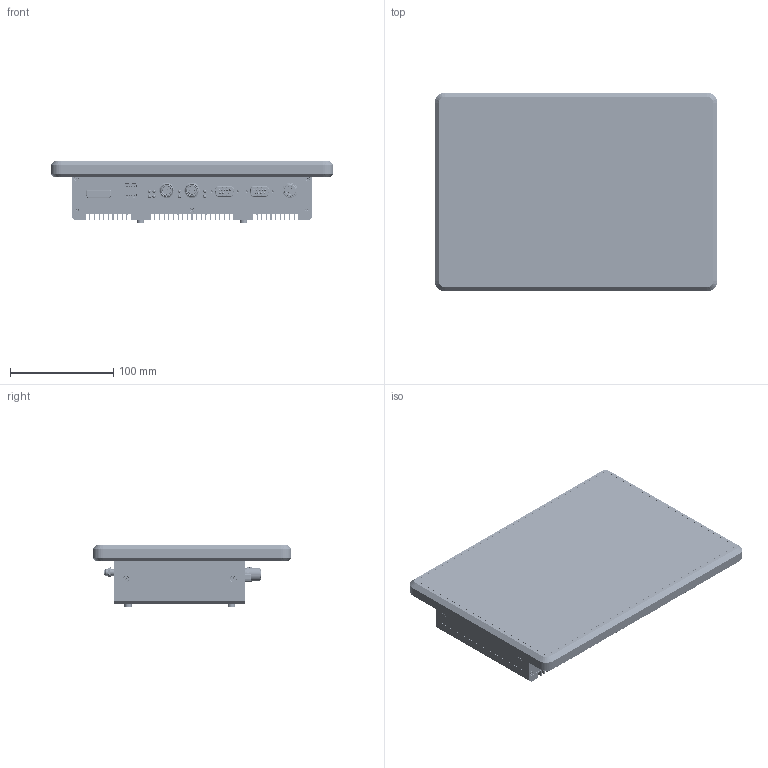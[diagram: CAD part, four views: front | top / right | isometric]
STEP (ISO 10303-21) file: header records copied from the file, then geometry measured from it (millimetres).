
FILE_DESCRIPTION(/* description */ (''),/* implementation_level */ '2;1');
FILE_NAME(/* name */ 'TFT-HV101PR8.stp',/* time_stamp */ '2019-03-27T16:39:18+01:00',/* author */ ('AM'),/* organization */ (''),/* preprocessor_version */ 'ST-DEVELOPER v17.2',/* originating_system */ 'Autodesk Inventor 2019',/* authorisation */ '');
FILE_SCHEMA (('AUTOMOTIVE_DESIGN { 1 0 10303 214 3 1 1 }'));
Products named in the file (1): HV101PR8_Shrinkwrap_1
Bounding box: 273.66 x 192.3 x 61 mm (x, y, z)
Volume: 715432.4 mm3; surface area: 458522.3 mm2
Topology: 12 solids, 12 shells, 7069 faces, 19894 edges, 13031 vertices
Faces by surface type: plane 4448, cylinder 1601, cone 517, bspline 303, sphere 122, torus 78
Full cylindrical faces by diameter (mm): 0.5 x3, 0.625 x3, 0.985 x3, 1 x32, 1.02 x8, 1.05 x18, 1.1 x8, 1.265 x3, 1.275 x9, 1.5 x8, 1.8 x2, 1.9 x4, 2 x17, 2.1 x5, 2.156 x4, 2.3 x2, 2.325 x3, 2.459 x5, 2.693 x2, 2.845 x4, 3 x18, 3.05 x8, 3.099 x4, 3.242 x4, 3.3 x12, 3.4 x6, 3.5 x12, 3.7 x4, 3.8 x10, 4.1 x3
Entity records: 258379 total; most frequent: CARTESIAN_POINT 68097, ORIENTED_EDGE 39666, DIRECTION 36745, EDGE_CURVE 19833, VERTEX_POINT 13031, LINE 12803, VECTOR 12803, AXIS2_PLACEMENT_3D 11971
